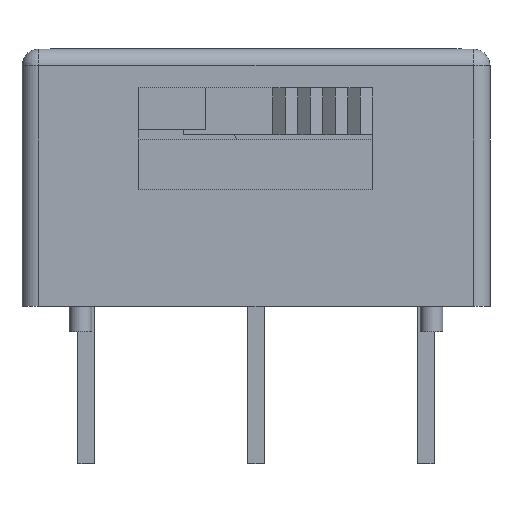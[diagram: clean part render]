
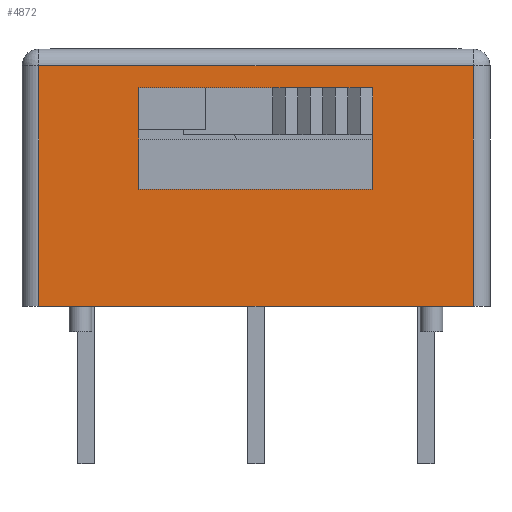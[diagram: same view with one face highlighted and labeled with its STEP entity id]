
A CAD part, front view. The second image highlights one B-rep face of the part: STEP entity #4872.
In plain terms, the highlighted planar face has unit normal (0, -1, 0).
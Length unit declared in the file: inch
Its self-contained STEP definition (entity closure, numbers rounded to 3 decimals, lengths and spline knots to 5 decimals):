
#991=CARTESIAN_POINT('',(0.1378,-0.15354,0.));
#992=VERTEX_POINT('',#991);
#1485=CARTESIAN_POINT('',(0.1378,-0.15354,-0.05512));
#1486=VERTEX_POINT('',#1485);
#1487=CARTESIAN_POINT('',(0.1378,-0.15354,0.));
#1488=DIRECTION('',(0.0,0.0,-1.0));
#1489=VECTOR('',#1488,0.05512);
#1490=LINE('',#1487,#1489);
#1491=EDGE_CURVE('',#992,#1486,#1490,.T.);
#2455=CARTESIAN_POINT('',(0.1378,-0.15354,-0.11969));
#2456=VERTEX_POINT('',#2455);
#2463=CARTESIAN_POINT('',(0.1378,-0.15354,-0.05512));
#2464=DIRECTION('',(0.0,0.0,-1.0));
#2465=VECTOR('',#2464,0.06457);
#2466=LINE('',#2463,#2465);
#2467=EDGE_CURVE('',#1486,#2456,#2466,.T.);
#2478=CARTESIAN_POINT('',(0.1378,-0.15354,0.00039));
#2479=VERTEX_POINT('',#2478);
#2480=CARTESIAN_POINT('',(0.1378,-0.15354,0.00039));
#2481=DIRECTION('',(0.0,0.0,-1.0));
#2482=VECTOR('',#2481,0.00039);
#2483=LINE('',#2480,#2482);
#2484=EDGE_CURVE('',#2479,#992,#2483,.T.);
#3161=CARTESIAN_POINT('',(-0.1378,-0.15354,-0.11969));
#3162=VERTEX_POINT('',#3161);
#3169=CARTESIAN_POINT('',(0.1378,-0.15354,-0.11969));
#3170=DIRECTION('',(-1.0,0.0,0.0));
#3171=VECTOR('',#3170,0.27559);
#3172=LINE('',#3169,#3171);
#3173=EDGE_CURVE('',#2456,#3162,#3172,.T.);
#4300=CARTESIAN_POINT('',(-0.1378,-0.15354,0.00039));
#4301=VERTEX_POINT('',#4300);
#4302=CARTESIAN_POINT('',(-0.1378,-0.15354,0.00039));
#4303=DIRECTION('',(1.0,0.0,0.0));
#4304=VECTOR('',#4303,0.27559);
#4305=LINE('',#4302,#4304);
#4306=EDGE_CURVE('',#4301,#2479,#4305,.T.);
#4329=CARTESIAN_POINT('',(-0.1378,-0.15354,-0.11969));
#4330=DIRECTION('',(0.0,0.0,1.0));
#4331=VECTOR('',#4330,0.12008);
#4332=LINE('',#4329,#4331);
#4333=EDGE_CURVE('',#3162,#4301,#4332,.T.);
#4433=CARTESIAN_POINT('',(0.25591,-0.15354,-0.25748));
#4434=VERTEX_POINT('',#4433);
#4442=CARTESIAN_POINT('',(-0.25591,-0.15354,-0.25748));
#4443=VERTEX_POINT('',#4442);
#4444=CARTESIAN_POINT('',(0.25591,-0.15354,-0.25748));
#4445=DIRECTION('',(-1.0,0.0,0.0));
#4446=VECTOR('',#4445,0.51181);
#4447=LINE('',#4444,#4446);
#4448=EDGE_CURVE('',#4434,#4443,#4447,.T.);
#4685=CARTESIAN_POINT('',(0.25591,-0.15354,0.02598));
#4686=VERTEX_POINT('',#4685);
#4702=CARTESIAN_POINT('',(-0.25591,-0.15354,0.02598));
#4703=VERTEX_POINT('',#4702);
#4711=CARTESIAN_POINT('',(-0.25591,-0.15354,0.02598));
#4712=DIRECTION('',(1.0,0.0,0.0));
#4713=VECTOR('',#4712,0.51181);
#4714=LINE('',#4711,#4713);
#4715=EDGE_CURVE('',#4703,#4686,#4714,.T.);
#4832=CARTESIAN_POINT('',(0.25591,-0.15354,-0.25748));
#4833=DIRECTION('',(0.0,0.0,1.0));
#4834=VECTOR('',#4833,0.28346);
#4835=LINE('',#4832,#4834);
#4836=EDGE_CURVE('',#4434,#4686,#4835,.T.);
#4848=CARTESIAN_POINT('',(-0.2815,-0.15354,0.04016));
#4849=DIRECTION('',(0.0,-1.0,0.0));
#4850=DIRECTION('',(0.0,0.0,-1.0));
#4851=AXIS2_PLACEMENT_3D('',#4848,#4849,#4850);
#4852=PLANE('',#4851);
#4853=ORIENTED_EDGE('',*,*,#4448,.F.);
#4854=ORIENTED_EDGE('',*,*,#4836,.T.);
#4855=ORIENTED_EDGE('',*,*,#4715,.F.);
#4856=CARTESIAN_POINT('',(-0.25591,-0.15354,-0.25748));
#4857=DIRECTION('',(0.0,0.0,1.0));
#4858=VECTOR('',#4857,0.28346);
#4859=LINE('',#4856,#4858);
#4860=EDGE_CURVE('',#4443,#4703,#4859,.T.);
#4861=ORIENTED_EDGE('',*,*,#4860,.F.);
#4862=EDGE_LOOP('',(#4853,#4854,#4855,#4861));
#4863=FACE_OUTER_BOUND('',#4862,.T.);
#4864=ORIENTED_EDGE('',*,*,#3173,.T.);
#4865=ORIENTED_EDGE('',*,*,#4333,.T.);
#4866=ORIENTED_EDGE('',*,*,#4306,.T.);
#4867=ORIENTED_EDGE('',*,*,#2484,.T.);
#4868=ORIENTED_EDGE('',*,*,#1491,.T.);
#4869=ORIENTED_EDGE('',*,*,#2467,.T.);
#4870=EDGE_LOOP('',(#4864,#4865,#4866,#4867,#4868,#4869));
#4871=FACE_BOUND('',#4870,.T.);
#4872=ADVANCED_FACE('',(#4863,#4871),#4852,.T.);
